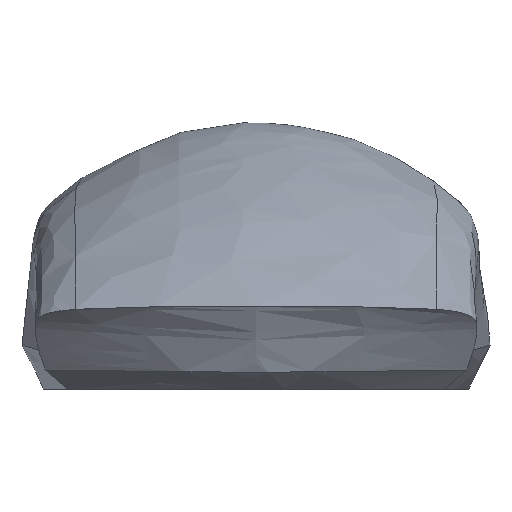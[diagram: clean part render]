
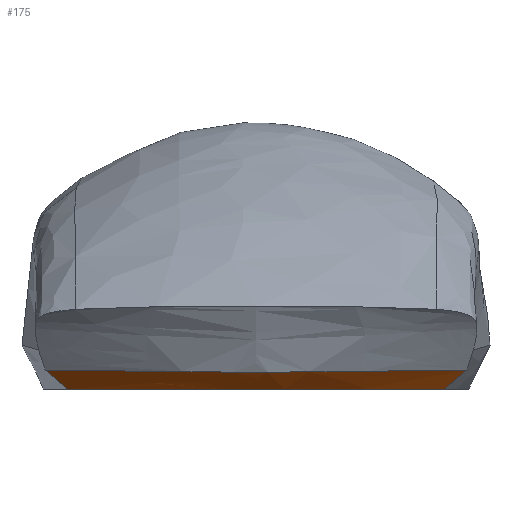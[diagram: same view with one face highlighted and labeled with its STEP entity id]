
A CAD part, front view. The second image highlights one B-rep face of the part: STEP entity #175.
In plain terms, the highlighted free-form (B-spline) face has degree [3, 3] with [14, 4] control points.
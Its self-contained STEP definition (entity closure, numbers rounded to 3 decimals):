
#15=LINE('',#534,#17);
#16=LINE('',#536,#18);
#17=VECTOR('',#204,4.693);
#18=VECTOR('',#205,4.693);
#20=B_SPLINE_SURFACE_WITH_KNOTS('',3,3,((#581,#582,#583,#584),(#585,#586,
#587,#588),(#589,#590,#591,#592),(#593,#594,#595,#596),(#597,#598,#599,
#600),(#601,#602,#603,#604),(#605,#606,#607,#608),(#609,#610,#611,#612),
(#613,#614,#615,#616),(#617,#618,#619,#620),(#621,#622,#623,#624),(#625,
#626,#627,#628),(#629,#630,#631,#632),(#633,#634,#635,#636)),
 .UNSPECIFIED.,.F.,.F.,.F.,(4,2,1,1,1,1,1,1,2,4),(4,4),(0.,0.228,
0.25,0.375,0.417,0.458,0.5,0.75,0.772,
1.),(0.,1.),.UNSPECIFIED.);
#32=FACE_OUTER_BOUND('',#44,.T.);
#44=EDGE_LOOP('',(#130,#131,#132,#133));
#55=B_SPLINE_CURVE_WITH_KNOTS('',3,(#269,#270,#271,#272,#273,#274,#275,
#276,#277,#278,#279,#280,#281),.UNSPECIFIED.,.F.,.F.,(4,3,3,3,4),(-0.954,
-0.745,-0.497,-0.248,-0.04),
 .UNSPECIFIED.);
#61=B_SPLINE_CURVE_WITH_KNOTS('',3,(#637,#638,#639,#640,#641,#642,#643,
#644,#645,#646,#647,#648,#649,#650,#651),.UNSPECIFIED.,.F.,.F.,(4,2,2,1,
1,1,2,2,4),(-0.993,-0.931,-0.869,-0.745,
-0.497,-0.248,-0.124,-0.062,
0.),.UNSPECIFIED.);
#78=VERTEX_POINT('',#208);
#79=VERTEX_POINT('',#209);
#80=VERTEX_POINT('',#518);
#82=VERTEX_POINT('',#535);
#95=EDGE_CURVE('',#79,#78,#55,.T.);
#97=EDGE_CURVE('',#80,#78,#15,.T.);
#98=EDGE_CURVE('',#82,#79,#16,.T.);
#103=EDGE_CURVE('',#82,#80,#61,.T.);
#130=ORIENTED_EDGE('',*,*,#103,.F.);
#131=ORIENTED_EDGE('',*,*,#98,.T.);
#132=ORIENTED_EDGE('',*,*,#95,.T.);
#133=ORIENTED_EDGE('',*,*,#97,.F.);
#175=ADVANCED_FACE('',(#32),#20,.F.);
#204=DIRECTION('',(-0.662,0.489,-0.567));
#205=DIRECTION('',(0.662,0.489,-0.567));
#208=CARTESIAN_POINT('',(26.419,-48.487,0.));
#209=CARTESIAN_POINT('',(-26.419,-48.487,0.));
#269=CARTESIAN_POINT('Ctrl Pts',(-26.419,-48.487,0.));
#270=CARTESIAN_POINT('Ctrl Pts',(-22.284,-49.553,0.));
#271=CARTESIAN_POINT('Ctrl Pts',(-18.149,-50.62,0.));
#272=CARTESIAN_POINT('Ctrl Pts',(-14.015,-51.686,0.));
#273=CARTESIAN_POINT('Ctrl Pts',(-9.093,-52.956,0.));
#274=CARTESIAN_POINT('Ctrl Pts',(-4.405,-54.13,0.));
#275=CARTESIAN_POINT('Ctrl Pts',(0.,-54.13,
0.));
#276=CARTESIAN_POINT('Ctrl Pts',(4.405,-54.13,0.));
#277=CARTESIAN_POINT('Ctrl Pts',(9.093,-52.956,0.));
#278=CARTESIAN_POINT('Ctrl Pts',(14.015,-51.686,0.));
#279=CARTESIAN_POINT('Ctrl Pts',(18.149,-50.62,0.));
#280=CARTESIAN_POINT('Ctrl Pts',(22.284,-49.553,0.));
#281=CARTESIAN_POINT('Ctrl Pts',(26.419,-48.487,0.));
#518=CARTESIAN_POINT('',(29.528,-50.783,2.663));
#534=CARTESIAN_POINT('',(29.528,-50.783,2.663));
#535=CARTESIAN_POINT('',(-29.528,-50.783,2.663));
#536=CARTESIAN_POINT('',(-29.528,-50.783,2.663));
#581=CARTESIAN_POINT('Ctrl Pts',(-29.528,-50.783,2.663));
#582=CARTESIAN_POINT('Ctrl Pts',(-28.492,-50.018,1.775));
#583=CARTESIAN_POINT('Ctrl Pts',(-27.455,-49.252,0.888));
#584=CARTESIAN_POINT('Ctrl Pts',(-26.419,-48.487,0.));
#585=CARTESIAN_POINT('Ctrl Pts',(-25.034,-51.942,2.609));
#586=CARTESIAN_POINT('Ctrl Pts',(-24.117,-51.146,1.739));
#587=CARTESIAN_POINT('Ctrl Pts',(-23.201,-50.35,0.87));
#588=CARTESIAN_POINT('Ctrl Pts',(-22.284,-49.553,0.));
#589=CARTESIAN_POINT('Ctrl Pts',(-20.54,-53.102,2.555));
#590=CARTESIAN_POINT('Ctrl Pts',(-19.743,-52.274,1.703));
#591=CARTESIAN_POINT('Ctrl Pts',(-18.947,-51.447,0.852));
#592=CARTESIAN_POINT('Ctrl Pts',(-18.151,-50.62,0.));
#593=CARTESIAN_POINT('Ctrl Pts',(-15.618,-54.371,2.496));
#594=CARTESIAN_POINT('Ctrl Pts',(-14.952,-53.51,1.664));
#595=CARTESIAN_POINT('Ctrl Pts',(-14.289,-52.649,0.832));
#596=CARTESIAN_POINT('Ctrl Pts',(-13.623,-51.788,0.));
#597=CARTESIAN_POINT('Ctrl Pts',(-12.73,-55.116,2.462));
#598=CARTESIAN_POINT('Ctrl Pts',(-12.147,-54.234,1.641));
#599=CARTESIAN_POINT('Ctrl Pts',(-11.56,-53.351,0.821));
#600=CARTESIAN_POINT('Ctrl Pts',(-10.977,-52.469,0.));
#601=CARTESIAN_POINT('Ctrl Pts',(-9.022,-56.072,2.417));
#602=CARTESIAN_POINT('Ctrl Pts',(-8.568,-55.14,1.611));
#603=CARTESIAN_POINT('Ctrl Pts',(-8.116,-54.208,0.806));
#604=CARTESIAN_POINT('Ctrl Pts',(-7.662,-53.276,0.));
#605=CARTESIAN_POINT('Ctrl Pts',(-4.921,-56.777,2.384));
#606=CARTESIAN_POINT('Ctrl Pts',(-4.658,-55.801,1.59));
#607=CARTESIAN_POINT('Ctrl Pts',(-4.393,-54.825,0.795));
#608=CARTESIAN_POINT('Ctrl Pts',(-4.13,-53.85,0.));
#609=CARTESIAN_POINT('Ctrl Pts',(-2.461,-57.059,2.371));
#610=CARTESIAN_POINT('Ctrl Pts',(-2.316,-56.065,1.581));
#611=CARTESIAN_POINT('Ctrl Pts',(-2.177,-55.07,0.79));
#612=CARTESIAN_POINT('Ctrl Pts',(-2.033,-54.075,0.));
#613=CARTESIAN_POINT('Ctrl Pts',(4.101,-57.341,2.358));
#614=CARTESIAN_POINT('Ctrl Pts',(3.852,-56.326,1.572));
#615=CARTESIAN_POINT('Ctrl Pts',(3.617,-55.311,0.786));
#616=CARTESIAN_POINT('Ctrl Pts',(3.368,-54.296,0.));
#617=CARTESIAN_POINT('Ctrl Pts',(10.27,-55.75,2.432));
#618=CARTESIAN_POINT('Ctrl Pts',(9.75,-54.85,1.621));
#619=CARTESIAN_POINT('Ctrl Pts',(9.233,-53.95,0.811));
#620=CARTESIAN_POINT('Ctrl Pts',(8.712,-53.05,0.));
#621=CARTESIAN_POINT('Ctrl Pts',(15.618,-54.371,2.496));
#622=CARTESIAN_POINT('Ctrl Pts',(14.953,-53.51,1.664));
#623=CARTESIAN_POINT('Ctrl Pts',(14.287,-52.649,0.832));
#624=CARTESIAN_POINT('Ctrl Pts',(13.622,-51.788,0.));
#625=CARTESIAN_POINT('Ctrl Pts',(20.54,-53.102,2.555));
#626=CARTESIAN_POINT('Ctrl Pts',(19.742,-52.274,1.703));
#627=CARTESIAN_POINT('Ctrl Pts',(18.946,-51.447,0.852));
#628=CARTESIAN_POINT('Ctrl Pts',(18.148,-50.62,0.));
#629=CARTESIAN_POINT('Ctrl Pts',(25.034,-51.942,2.609));
#630=CARTESIAN_POINT('Ctrl Pts',(24.118,-51.146,1.739));
#631=CARTESIAN_POINT('Ctrl Pts',(23.2,-50.35,0.87));
#632=CARTESIAN_POINT('Ctrl Pts',(22.284,-49.553,0.));
#633=CARTESIAN_POINT('Ctrl Pts',(29.528,-50.783,2.663));
#634=CARTESIAN_POINT('Ctrl Pts',(28.492,-50.018,1.775));
#635=CARTESIAN_POINT('Ctrl Pts',(27.455,-49.252,0.888));
#636=CARTESIAN_POINT('Ctrl Pts',(26.419,-48.487,0.));
#637=CARTESIAN_POINT('Ctrl Pts',(-29.528,-50.783,2.663));
#638=CARTESIAN_POINT('Ctrl Pts',(-28.297,-51.101,2.648));
#639=CARTESIAN_POINT('Ctrl Pts',(-27.067,-51.418,2.633));
#640=CARTESIAN_POINT('Ctrl Pts',(-24.606,-52.053,2.604));
#641=CARTESIAN_POINT('Ctrl Pts',(-23.376,-52.37,2.589));
#642=CARTESIAN_POINT('Ctrl Pts',(-19.685,-53.322,2.545));
#643=CARTESIAN_POINT('Ctrl Pts',(-12.303,-55.226,2.456));
#644=CARTESIAN_POINT('Ctrl Pts',(0.,-58.399,
2.309));
#645=CARTESIAN_POINT('Ctrl Pts',(12.303,-55.226,2.456));
#646=CARTESIAN_POINT('Ctrl Pts',(19.685,-53.322,2.545));
#647=CARTESIAN_POINT('Ctrl Pts',(23.376,-52.37,2.589));
#648=CARTESIAN_POINT('Ctrl Pts',(24.606,-52.053,2.604));
#649=CARTESIAN_POINT('Ctrl Pts',(27.067,-51.418,2.633));
#650=CARTESIAN_POINT('Ctrl Pts',(28.297,-51.101,2.648));
#651=CARTESIAN_POINT('Ctrl Pts',(29.528,-50.783,2.663));
